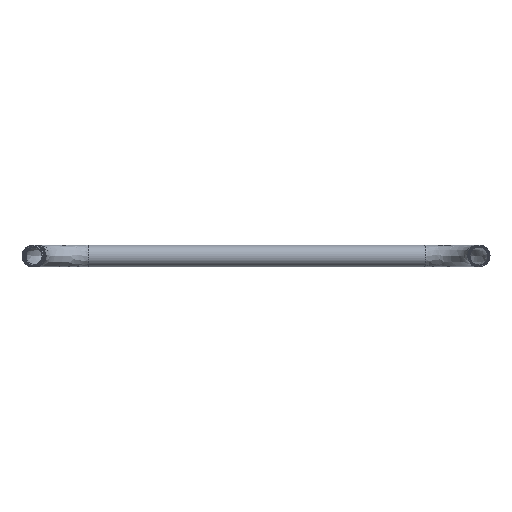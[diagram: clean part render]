
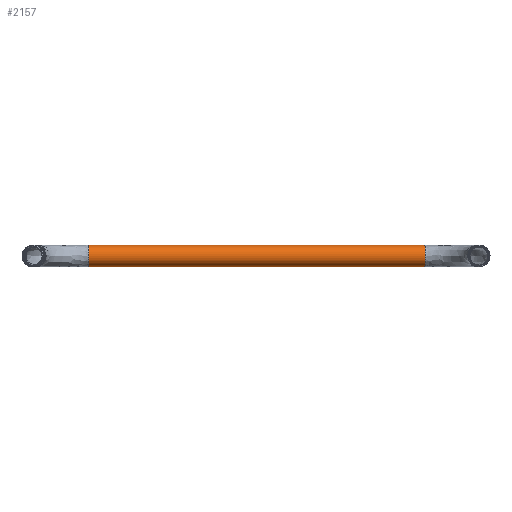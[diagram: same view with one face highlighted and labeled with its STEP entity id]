
A CAD part, left-side view. The second image highlights one B-rep face of the part: STEP entity #2157.
In plain terms, the highlighted free-form (B-spline) face has degree [3, 1] with [7, 2] control points.
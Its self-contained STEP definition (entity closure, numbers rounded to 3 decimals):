
#37 = CARTESIAN_POINT ( 'NONE',  ( 750., -878.425, -24.15 ) ) ;
#44 = CARTESIAN_POINT ( 'NONE',  ( 750., -878.425, -24.15 ) ) ;
#81 = CARTESIAN_POINT ( 'NONE',  ( 750., -125.502, 0. ) ) ;
#222 = AXIS2_PLACEMENT_3D ( 'NONE', #81, #1301, #252 ) ;
#252 = DIRECTION ( 'NONE',  ( 0., 0., -1. ) ) ;
#375 = CARTESIAN_POINT ( 'NONE',  ( 750., -878.425, 0. ) ) ;
#387 = CARTESIAN_POINT ( 'NONE',  ( 798.298, -125.081, 24.15 ) ) ;
#464 = ORIENTED_EDGE ( 'NONE', *, *, #1182, .T. ) ;
#472 = CIRCLE ( 'NONE', #1452, 24.15 ) ;
#478 = CARTESIAN_POINT ( 'NONE',  ( 750., -878.425, -24.15 ) ) ;
#550 = DIRECTION ( 'NONE',  ( 0., 0., -1. ) ) ;
#560 = CARTESIAN_POINT ( 'NONE',  ( 750., -125.502, 24.15 ) ) ;
#704 = CIRCLE ( 'NONE', #222, 24.15 ) ;
#729 = CARTESIAN_POINT ( 'NONE',  ( 701.702, -125.924, 24.15 ) ) ;
#767 = VERTEX_POINT ( 'NONE', #999 ) ;
#912 = CARTESIAN_POINT ( 'NONE',  ( 701.702, -125.924, -24.15 ) ) ;
#999 = CARTESIAN_POINT ( 'NONE',  ( 750., -125.502, -24.15 ) ) ;
#1080 = CARTESIAN_POINT ( 'NONE',  ( 750., -125.502, -24.15 ) ) ;
#1086 = CARTESIAN_POINT ( 'NONE',  ( 750., -125.502, -24.15 ) ) ;
#1129 = EDGE_LOOP ( 'NONE', ( #464 ) ) ;
#1182 = EDGE_CURVE ( 'NONE', #767, #767, #704, .T. ) ;
#1267 = VERTEX_POINT ( 'NONE', #478 ) ;
#1301 = DIRECTION ( 'NONE',  ( 0.009, -1., 0. ) ) ;
#1358 = FACE_OUTER_BOUND ( 'NONE', #1648, .T. ) ;
#1438 = CARTESIAN_POINT ( 'NONE',  ( 798.298, -878.003, -24.15 ) ) ;
#1452 = AXIS2_PLACEMENT_3D ( 'NONE', #375, #1599, #550 ) ;
#1500 =( BOUNDED_SURFACE ( )  B_SPLINE_SURFACE ( 3, 1, ( 
 ( #1080, #37 ),
 ( #2077, #1438 ),
 ( #387, #1611 ),
 ( #560, #1792 ),
 ( #729, #1974 ),
 ( #912, #2154 ),
 ( #1086, #44 ) ),
 .UNSPECIFIED., .T., .F., .F. ) 
 B_SPLINE_SURFACE_WITH_KNOTS ( ( 4, 3, 4 ),
 ( 2, 2 ),
 ( 0., 0.5, 1. ),
 ( 0., 1. ),
 .UNSPECIFIED. ) 
 GEOMETRIC_REPRESENTATION_ITEM ( )  RATIONAL_B_SPLINE_SURFACE ( (
 ( 1., 1.),
 ( 0.333, 0.333),
 ( 0.333, 0.333),
 ( 1., 1.),
 ( 0.333, 0.333),
 ( 0.333, 0.333),
 ( 1., 1.) ) ) 
 REPRESENTATION_ITEM ( '' )  SURFACE ( )  );
#1599 = DIRECTION ( 'NONE',  ( 0.009, -1., 0. ) ) ;
#1611 = CARTESIAN_POINT ( 'NONE',  ( 798.298, -878.003, 24.15 ) ) ;
#1648 = EDGE_LOOP ( 'NONE', ( #2150 ) ) ;
#1659 = EDGE_CURVE ( 'NONE', #1267, #1267, #472, .T. ) ;
#1740 = FACE_OUTER_BOUND ( 'NONE', #1129, .T. ) ;
#1792 = CARTESIAN_POINT ( 'NONE',  ( 750., -878.425, 24.15 ) ) ;
#1974 = CARTESIAN_POINT ( 'NONE',  ( 701.702, -878.846, 24.15 ) ) ;
#2077 = CARTESIAN_POINT ( 'NONE',  ( 798.298, -125.081, -24.15 ) ) ;
#2150 = ORIENTED_EDGE ( 'NONE', *, *, #1659, .F. ) ;
#2154 = CARTESIAN_POINT ( 'NONE',  ( 701.702, -878.846, -24.15 ) ) ;
#2157 = ADVANCED_FACE ( 'NONE', ( #1740, #1358 ), #1500, .T. ) ;
